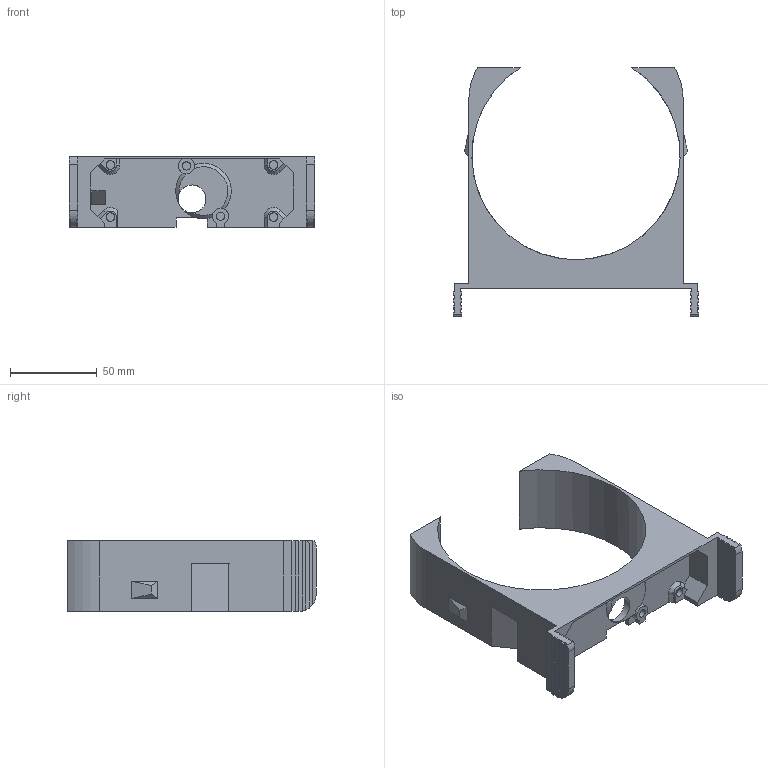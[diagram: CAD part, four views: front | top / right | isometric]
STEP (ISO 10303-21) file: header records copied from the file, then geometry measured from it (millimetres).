
FILE_DESCRIPTION(/* description */ (''),/* implementation_level */ '2;1');
FILE_NAME(/* name */ 'Open AIR Valve Top V1.0.step',/* time_stamp */ '2022-11-13T11:06:48+01:00',/* author */ (''),/* organization */ (''),/* preprocessor_version */ 'ST-DEVELOPER v19.2',/* originating_system */ 'Autodesk Translation Framework v11.17.0.187',/* authorisation */ '');
FILE_SCHEMA (('AUTOMOTIVE_DESIGN { 1 0 10303 214 3 1 1 }'));
Length unit declared in the file: millimetre
Products named in the file (2): OpenDucoValve-ValveBody; Housing Large
Assembly tree (1 placements, depth 2):
  OpenDucoValve-ValveBody
    Housing Large
Bounding box: 141.4 x 143.12 x 40.9 mm (x, y, z)
Volume: 127329 mm3; surface area: 48070.2 mm2
Topology: 1 solids, 1 shells, 183 faces, 500 edges, 329 vertices
Faces by surface type: plane 146, cylinder 30, cone 7
Full cylindrical faces by diameter (mm): 3 x2, 4.75 x2, 5 x6, 16 x1
Entity records: 5958 total; most frequent: CARTESIAN_POINT 1185, ORIENTED_EDGE 1000, DIRECTION 955, EDGE_CURVE 500, LINE 395, VECTOR 395, VERTEX_POINT 329, AXIS2_PLACEMENT_3D 280
